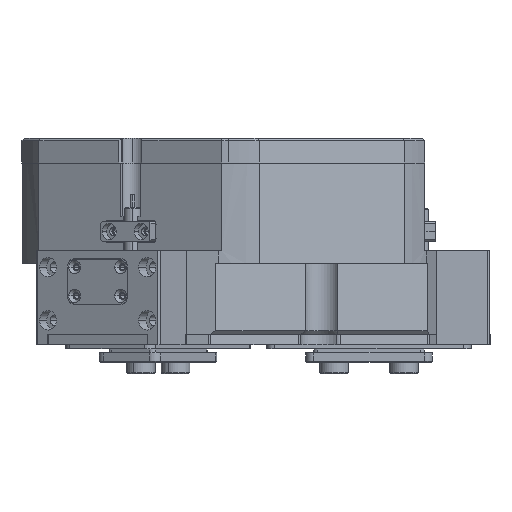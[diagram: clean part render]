
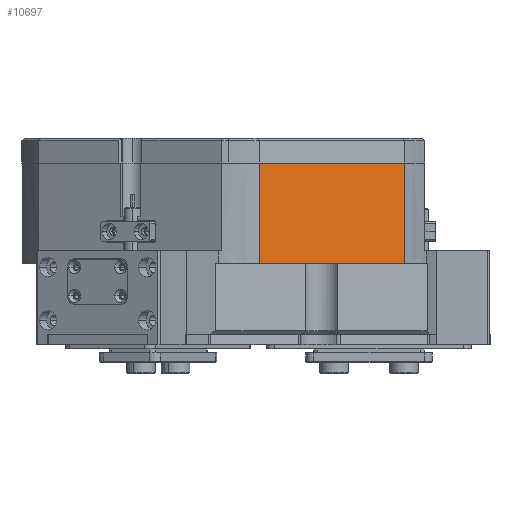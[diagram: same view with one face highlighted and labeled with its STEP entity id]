
A CAD part, front view. The second image highlights one B-rep face of the part: STEP entity #10697.
In plain terms, the highlighted planar face has unit normal (0.5, -0.866, 0).
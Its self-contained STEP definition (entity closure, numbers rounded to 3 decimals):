
#3505 = LINE ( 'NONE', #9436, #45932 ) ;
#3801 = ORIENTED_EDGE ( 'NONE', *, *, #6666, .T. ) ;
#6418 = CARTESIAN_POINT ( 'NONE',  ( 115.452, -49.969, 101.144 ) ) ;
#6666 = EDGE_CURVE ( 'NONE', #8389, #33490, #19017, .T. ) ;
#8389 = VERTEX_POINT ( 'NONE', #9851 ) ;
#9436 = CARTESIAN_POINT ( 'NONE',  ( 85.996, -66.975, 84. ) ) ;
#9573 = DIRECTION ( 'NONE',  ( 0., 0., 1. ) ) ;
#9851 = CARTESIAN_POINT ( 'NONE',  ( 85.996, -66.975, 84. ) ) ;
#10697 = ADVANCED_FACE ( 'NONE', ( #13440 ), #52778, .F. ) ;
#13440 = FACE_OUTER_BOUND ( 'NONE', #32294, .T. ) ;
#14009 = VECTOR ( 'NONE', #23951, 1000. ) ;
#14208 = EDGE_CURVE ( 'NONE', #26841, #33490, #35521, .T. ) ;
#15663 = VERTEX_POINT ( 'NONE', #52600 ) ;
#18505 = ORIENTED_EDGE ( 'NONE', *, *, #14208, .F. ) ;
#19017 = LINE ( 'NONE', #43838, #38957 ) ;
#19533 = EDGE_CURVE ( 'NONE', #8389, #15663, #3505, .T. ) ;
#21091 = LINE ( 'NONE', #48366, #14009 ) ;
#23231 = DIRECTION ( 'NONE',  ( -0.866, -0.5, 0. ) ) ;
#23951 = DIRECTION ( 'NONE',  ( -0.866, -0.5, 0. ) ) ;
#25065 = ORIENTED_EDGE ( 'NONE', *, *, #19533, .F. ) ;
#26841 = VERTEX_POINT ( 'NONE', #48278 ) ;
#29378 = AXIS2_PLACEMENT_3D ( 'NONE', #6418, #36235, #40369 ) ;
#29875 = CARTESIAN_POINT ( 'NONE',  ( 15.004, -107.962, 84. ) ) ;
#31910 = ORIENTED_EDGE ( 'NONE', *, *, #42036, .F. ) ;
#32294 = EDGE_LOOP ( 'NONE', ( #3801, #18505, #31910, #25065 ) ) ;
#33490 = VERTEX_POINT ( 'NONE', #43170 ) ;
#35521 = LINE ( 'NONE', #29875, #36140 ) ;
#36140 = VECTOR ( 'NONE', #9573, 1000. ) ;
#36235 = DIRECTION ( 'NONE',  ( -0.5, 0.866, 0. ) ) ;
#38957 = VECTOR ( 'NONE', #23231, 1000. ) ;
#40369 = DIRECTION ( 'NONE',  ( -0.866, -0.5, 0. ) ) ;
#42036 = EDGE_CURVE ( 'NONE', #15663, #26841, #21091, .T. ) ;
#43170 = CARTESIAN_POINT ( 'NONE',  ( 15.004, -107.962, 84. ) ) ;
#43838 = CARTESIAN_POINT ( 'NONE',  ( 50.5, -87.469, 84. ) ) ;
#45932 = VECTOR ( 'NONE', #46618, 1000. ) ;
#46618 = DIRECTION ( 'NONE',  ( 0., 0., -1. ) ) ;
#48278 = CARTESIAN_POINT ( 'NONE',  ( 15.004, -107.962, 35. ) ) ;
#48366 = CARTESIAN_POINT ( 'NONE',  ( 115.452, -49.969, 35. ) ) ;
#52600 = CARTESIAN_POINT ( 'NONE',  ( 85.996, -66.975, 35. ) ) ;
#52778 = PLANE ( 'NONE',  #29378 ) ;
